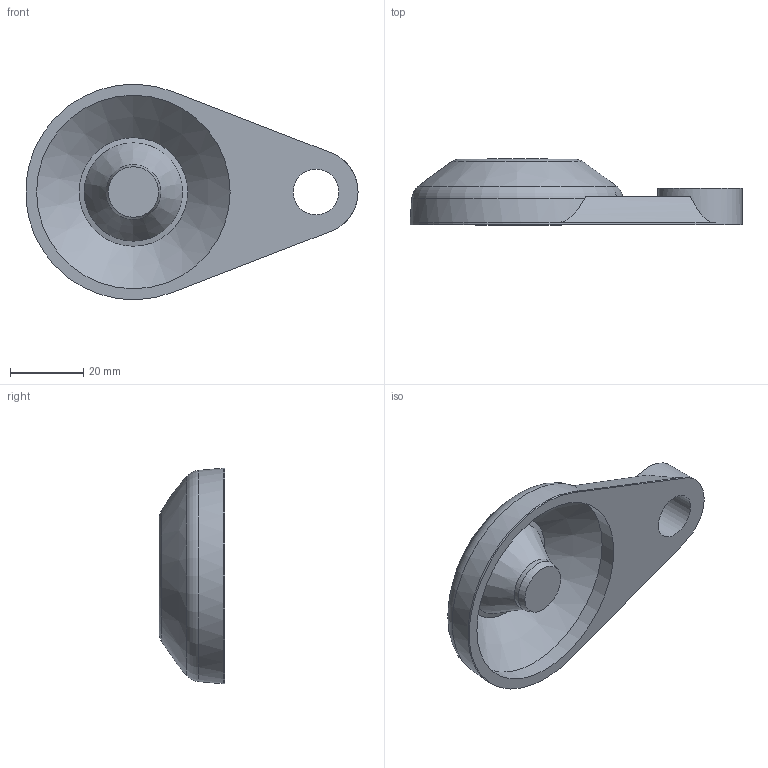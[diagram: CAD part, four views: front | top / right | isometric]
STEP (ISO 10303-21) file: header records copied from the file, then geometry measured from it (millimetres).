
FILE_DESCRIPTION(('FreeCAD Model'),'2;1');
FILE_NAME('Open CASCADE Shape Model','2024-03-20T11:39:58',(''),(''), 'Open CASCADE STEP processor 7.6','FreeCAD','Unknown');
FILE_SCHEMA(('AUTOMOTIVE_DESIGN { 1 0 10303 214 1 1 1 1 }'));
Length unit declared in the file: millimetre
Products named in the file (1): STI8-PPCA60
Bounding box: 90.9 x 18 x 58.97 mm (x, y, z)
Volume: 25721.5 mm3; surface area: 12139.7 mm2
Topology: 1 solids, 1 shells, 25 faces, 58 edges, 36 vertices
Faces by surface type: plane 7, cylinder 6, cone 6, torus 2, bspline 2, revolution 1, sphere 1
Full cylindrical faces by diameter (mm): 12.5 x1, 14 x1, 15 x1, 23 x1, 53 x1
Entity records: 1883 total; most frequent: CARTESIAN_POINT 759, DIRECTION 191, ORIENTED_EDGE 114, PCURVE 114, DEFINITIONAL_REPRESENTATION 114, LINE 87, VECTOR 87, EDGE_CURVE 57
